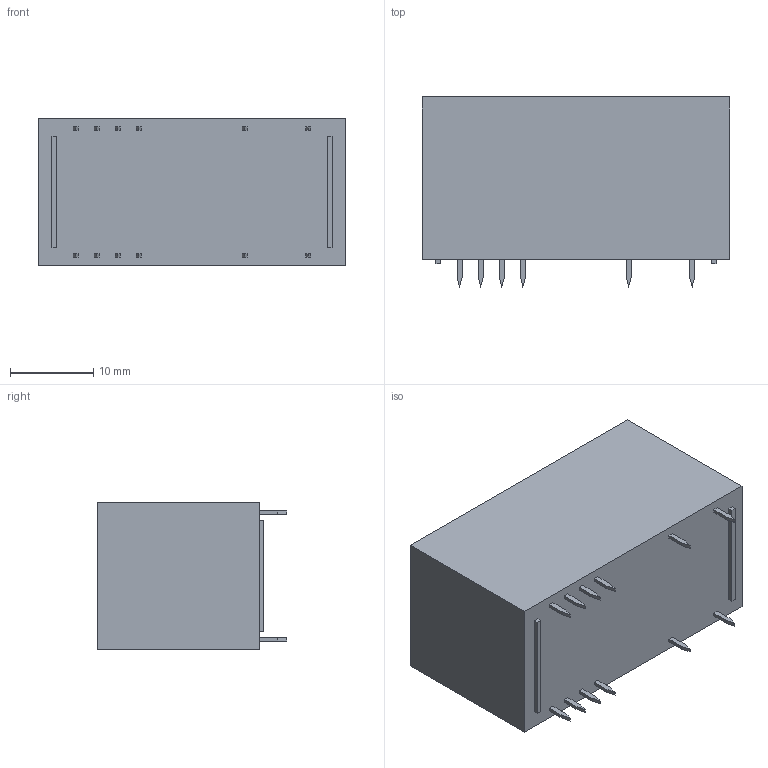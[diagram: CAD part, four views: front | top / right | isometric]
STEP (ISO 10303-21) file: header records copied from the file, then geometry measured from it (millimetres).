
FILE_DESCRIPTION (( 'STEP AP203' ), '1' );
FILE_NAME ('H3FA-A.STEP', '2019-12-31T00:12:32', ( '' ), ( '' ), 'SwSTEP 2.0', 'SolidWorks 2018', '' );
FILE_SCHEMA (( 'CONFIG_CONTROL_DESIGN' ));
Length unit declared in the file: millimetre
Products named in the file (1): H3FA-A
Bounding box: 36.9 x 22.8 x 17.75 mm (x, y, z)
Volume: 12787.9 mm3; surface area: 3537.9 mm2
Topology: 1 solids, 1 shells, 88 faces, 216 edges, 144 vertices
Faces by surface type: plane 88
Entity records: 2617 total; most frequent: CARTESIAN_POINT 449, ORIENTED_EDGE 432, DIRECTION 394, LINE 216, EDGE_CURVE 216, VECTOR 216, VERTEX_POINT 144, EDGE_LOOP 102
